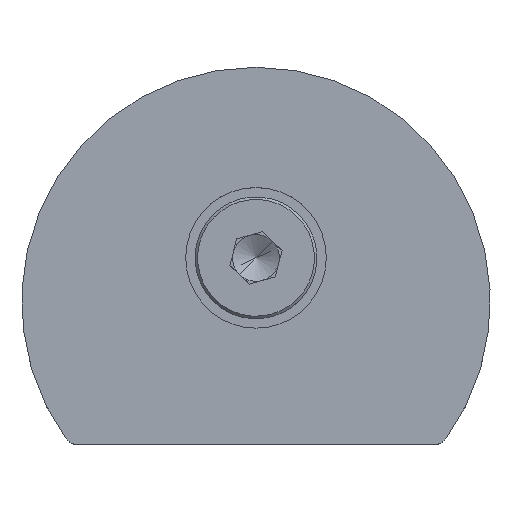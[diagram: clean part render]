
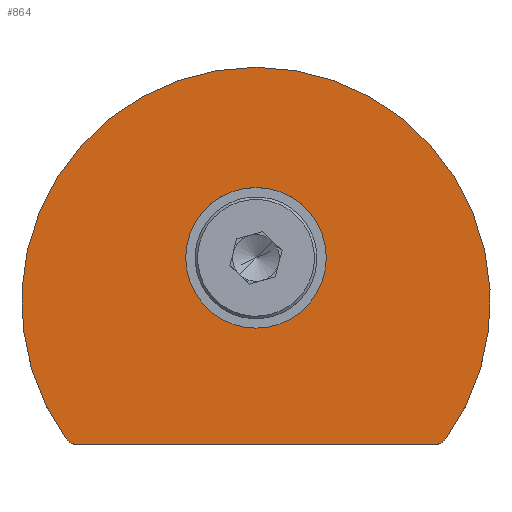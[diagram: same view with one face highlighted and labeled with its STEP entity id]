
A CAD part, top view. The second image highlights one B-rep face of the part: STEP entity #864.
In plain terms, the highlighted planar face has unit normal (0, 0, 1).
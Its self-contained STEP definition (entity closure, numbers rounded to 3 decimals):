
#18 = FACE_OUTER_BOUND ( 'NONE', #569, .T. ) ;
#28 = DIRECTION ( 'NONE',  ( 0., 0., 1. ) ) ;
#46 = VERTEX_POINT ( 'NONE', #684 ) ;
#69 = CARTESIAN_POINT ( 'NONE',  ( 0., 0., 0. ) ) ;
#97 = CARTESIAN_POINT ( 'NONE',  ( 0., 0., 0. ) ) ;
#135 = VECTOR ( 'NONE', #747, 1000. ) ;
#176 = DIRECTION ( 'NONE',  ( 0., 0., 1. ) ) ;
#233 = EDGE_CURVE ( 'NONE', #1412, #971, #238, .T. ) ;
#235 = LINE ( 'NONE', #1426, #135 ) ;
#238 = CIRCLE ( 'NONE', #1078, 25. ) ;
#245 = CIRCLE ( 'NONE', #389, 1.5 ) ;
#272 = CIRCLE ( 'NONE', #1290, 1.5 ) ;
#277 = VERTEX_POINT ( 'NONE', #1525 ) ;
#283 = EDGE_CURVE ( 'NONE', #325, #46, #345, .T. ) ;
#285 = DIRECTION ( 'NONE',  ( 0., 1., 0. ) ) ;
#325 = VERTEX_POINT ( 'NONE', #904 ) ;
#332 = DIRECTION ( 'NONE',  ( 0., 1., 0. ) ) ;
#345 = CIRCLE ( 'NONE', #1614, 7.5 ) ;
#357 = DIRECTION ( 'NONE',  ( 0., 0., -1. ) ) ;
#389 = AXIS2_PLACEMENT_3D ( 'NONE', #1091, #28, #285 ) ;
#408 = ORIENTED_EDGE ( 'NONE', *, *, #1034, .F. ) ;
#476 = EDGE_CURVE ( 'NONE', #833, #277, #272, .T. ) ;
#496 = EDGE_CURVE ( 'NONE', #1640, #833, #235, .T. ) ;
#506 = AXIS2_PLACEMENT_3D ( 'NONE', #1198, #1345, #1331 ) ;
#569 = EDGE_LOOP ( 'NONE', ( #1216, #597, #579, #1515, #830 ) ) ;
#579 = ORIENTED_EDGE ( 'NONE', *, *, #233, .T. ) ;
#597 = ORIENTED_EDGE ( 'NONE', *, *, #693, .T. ) ;
#598 = DIRECTION ( 'NONE',  ( 0., 0., 1. ) ) ;
#608 = EDGE_CURVE ( 'NONE', #971, #1640, #245, .T. ) ;
#623 = CARTESIAN_POINT ( 'NONE',  ( 19.05, -13.76, 0. ) ) ;
#626 = DIRECTION ( 'NONE',  ( 0., -1., 0. ) ) ;
#684 = CARTESIAN_POINT ( 'NONE',  ( 0., -2.83, 0. ) ) ;
#693 = EDGE_CURVE ( 'NONE', #277, #1412, #709, .T. ) ;
#709 = CIRCLE ( 'NONE', #1570, 25. ) ;
#747 = DIRECTION ( 'NONE',  ( 1., 0., 0. ) ) ;
#799 = CARTESIAN_POINT ( 'NONE',  ( -19.05, -15.26, 0. ) ) ;
#817 = ORIENTED_EDGE ( 'NONE', *, *, #283, .F. ) ;
#830 = ORIENTED_EDGE ( 'NONE', *, *, #496, .T. ) ;
#833 = VERTEX_POINT ( 'NONE', #1623 ) ;
#864 = ADVANCED_FACE ( 'NONE', ( #945, #18 ), #1360, .F. ) ;
#893 = DIRECTION ( 'NONE',  ( 0., -1., 0. ) ) ;
#900 = CARTESIAN_POINT ( 'NONE',  ( -20.266, -14.638, 0. ) ) ;
#904 = CARTESIAN_POINT ( 'NONE',  ( 0., 12.17, 0. ) ) ;
#945 = FACE_BOUND ( 'NONE', #977, .T. ) ;
#971 = VERTEX_POINT ( 'NONE', #900 ) ;
#977 = EDGE_LOOP ( 'NONE', ( #408, #817 ) ) ;
#991 = AXIS2_PLACEMENT_3D ( 'NONE', #1392, #357, #1005 ) ;
#1005 = DIRECTION ( 'NONE',  ( 0., 1., 0. ) ) ;
#1034 = EDGE_CURVE ( 'NONE', #46, #325, #1605, .T. ) ;
#1078 = AXIS2_PLACEMENT_3D ( 'NONE', #69, #176, #1089 ) ;
#1089 = DIRECTION ( 'NONE',  ( 0., -1., 0. ) ) ;
#1091 = CARTESIAN_POINT ( 'NONE',  ( -19.05, -13.76, 0. ) ) ;
#1109 = CARTESIAN_POINT ( 'NONE',  ( 0., 25., 0. ) ) ;
#1198 = CARTESIAN_POINT ( 'NONE',  ( 0., 4.67, 0. ) ) ;
#1216 = ORIENTED_EDGE ( 'NONE', *, *, #476, .T. ) ;
#1281 = CARTESIAN_POINT ( 'NONE',  ( 0., 4.67, 0. ) ) ;
#1289 = DIRECTION ( 'NONE',  ( 0., 0., 1. ) ) ;
#1290 = AXIS2_PLACEMENT_3D ( 'NONE', #623, #1668, #332 ) ;
#1331 = DIRECTION ( 'NONE',  ( 0., -1., 0. ) ) ;
#1345 = DIRECTION ( 'NONE',  ( 0., 0., 1. ) ) ;
#1360 = PLANE ( 'NONE',  #991 ) ;
#1392 = CARTESIAN_POINT ( 'NONE',  ( 19.05, -13.76, 0. ) ) ;
#1412 = VERTEX_POINT ( 'NONE', #1109 ) ;
#1426 = CARTESIAN_POINT ( 'NONE',  ( -19.05, -15.26, 0. ) ) ;
#1515 = ORIENTED_EDGE ( 'NONE', *, *, #608, .T. ) ;
#1525 = CARTESIAN_POINT ( 'NONE',  ( 20.266, -14.638, 0. ) ) ;
#1570 = AXIS2_PLACEMENT_3D ( 'NONE', #97, #598, #626 ) ;
#1605 = CIRCLE ( 'NONE', #506, 7.5 ) ;
#1614 = AXIS2_PLACEMENT_3D ( 'NONE', #1281, #1289, #893 ) ;
#1623 = CARTESIAN_POINT ( 'NONE',  ( 19.05, -15.26, 0. ) ) ;
#1640 = VERTEX_POINT ( 'NONE', #799 ) ;
#1668 = DIRECTION ( 'NONE',  ( 0., 0., 1. ) ) ;
